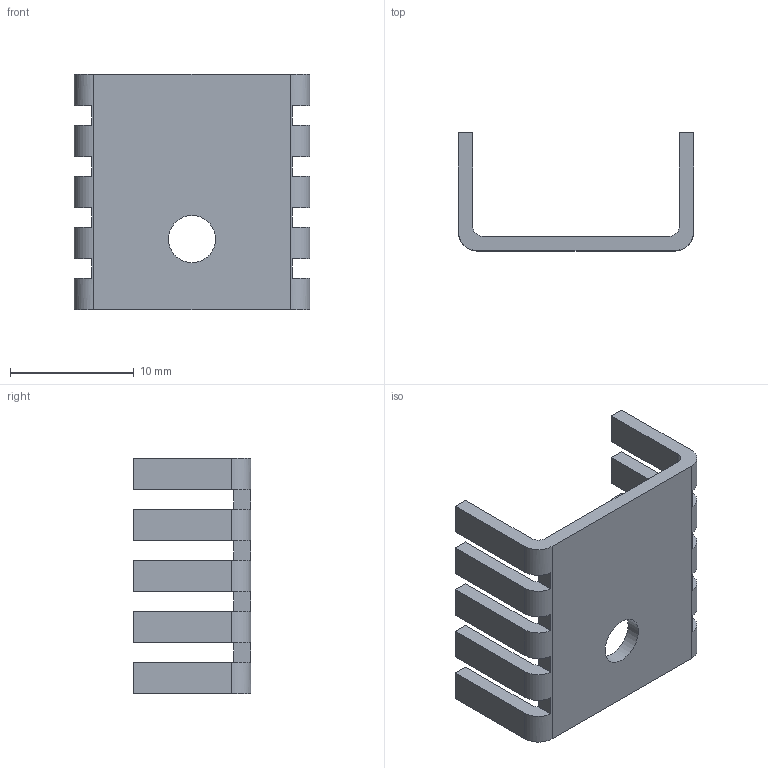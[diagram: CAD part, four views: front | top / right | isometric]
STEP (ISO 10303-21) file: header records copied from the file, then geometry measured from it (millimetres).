
FILE_DESCRIPTION(/* description */ (''),/* implementation_level */ '2;1');
FILE_NAME(/* name */ 'TO220_Heatsink.stp',/* time_stamp */ '2019-06-19T09:59:58+06:00',/* author */ ('Nursultan'),/* organization */ (''),/* preprocessor_version */ 'ST-DEVELOPER v16.5',/* originating_system */ 'Autodesk Inventor 2017',/* authorisation */ '');
FILE_SCHEMA (('AUTOMOTIVE_DESIGN { 1 0 10303 214 3 1 1 }'));
Length unit declared in the file: millimetre
Products named in the file (1): TO220_Heatsink
Bounding box: 19.05 x 9.53 x 19.05 mm (x, y, z)
Volume: 628.2 mm3; surface area: 1385.3 mm2
Topology: 1 solids, 1 shells, 63 faces, 183 edges, 122 vertices
Faces by surface type: plane 58, cylinder 5
Full cylindrical faces by diameter (mm): 3.81 x1
Entity records: 2102 total; most frequent: CARTESIAN_POINT 368, ORIENTED_EDGE 364, DIRECTION 352, EDGE_CURVE 182, LINE 140, VECTOR 140, VERTEX_POINT 122, AXIS2_PLACEMENT_3D 106
